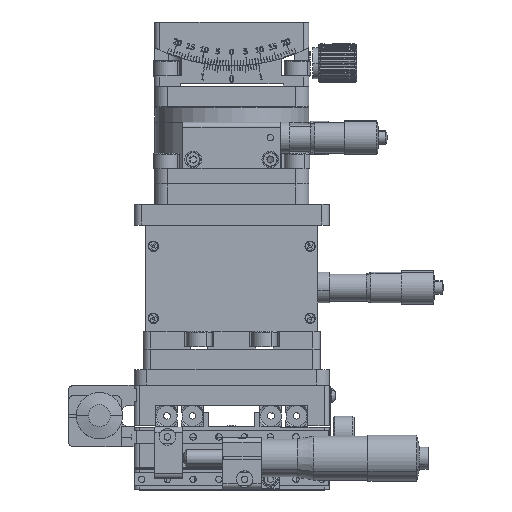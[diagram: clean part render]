
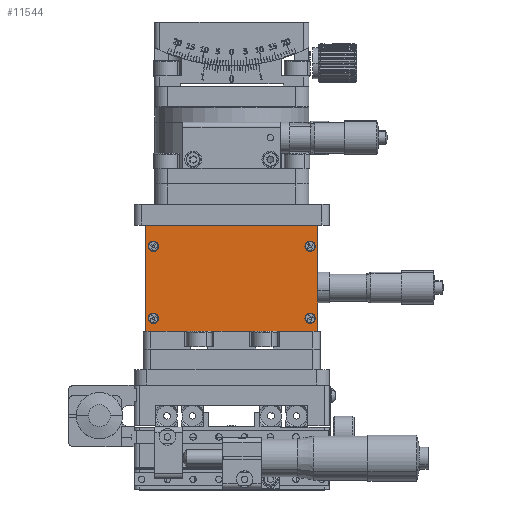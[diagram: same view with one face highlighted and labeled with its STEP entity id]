
A CAD part, top view. The second image highlights one B-rep face of the part: STEP entity #11544.
In plain terms, the highlighted planar face has unit normal (0, 0, 1).
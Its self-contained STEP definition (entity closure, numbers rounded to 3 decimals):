
#1184 = VERTEX_POINT ( 'NONE', #43705 ) ;
#1332 = EDGE_LOOP ( 'NONE', ( #6803, #34253 ) ) ;
#1528 = EDGE_CURVE ( 'NONE', #61627, #36940, #10895, .T. ) ;
#1627 = CARTESIAN_POINT ( 'NONE',  ( 30.5, 58.2, 29.5 ) ) ;
#3352 = DIRECTION ( 'NONE',  ( 0., 0., 1. ) ) ;
#3746 = EDGE_CURVE ( 'NONE', #41427, #39671, #42259, .T. ) ;
#4065 = CARTESIAN_POINT ( 'NONE',  ( 30.5, 56.2, 29.5 ) ) ;
#6478 = CIRCLE ( 'NONE', #54257, 2. ) ;
#6803 = ORIENTED_EDGE ( 'NONE', *, *, #27089, .F. ) ;
#6854 = EDGE_LOOP ( 'NONE', ( #26739, #60317 ) ) ;
#7164 = VECTOR ( 'NONE', #12282, 1000. ) ;
#8050 = AXIS2_PLACEMENT_3D ( 'NONE', #30760, #47211, #40880 ) ;
#8820 = AXIS2_PLACEMENT_3D ( 'NONE', #60210, #3352, #31051 ) ;
#10334 = CARTESIAN_POINT ( 'NONE',  ( 30.5, 60.2, 29.5 ) ) ;
#10812 = ORIENTED_EDGE ( 'NONE', *, *, #27616, .F. ) ;
#10895 = CIRCLE ( 'NONE', #16904, 2. ) ;
#11532 = LINE ( 'NONE', #30227, #7164 ) ;
#11544 = ADVANCED_FACE ( 'NONE', ( #39905, #51110, #56347, #55236, #39534 ), #21609, .T. ) ;
#12103 = DIRECTION ( 'NONE',  ( 0., -1., 0. ) ) ;
#12282 = DIRECTION ( 'NONE',  ( 0., 1., 0. ) ) ;
#13689 = ORIENTED_EDGE ( 'NONE', *, *, #54487, .F. ) ;
#13830 = DIRECTION ( 'NONE',  ( 0., -1., 0. ) ) ;
#14254 = CARTESIAN_POINT ( 'NONE',  ( -30.5, 60.2, 29.5 ) ) ;
#15379 = VERTEX_POINT ( 'NONE', #23969 ) ;
#16710 = DIRECTION ( 'NONE',  ( -1., 0., 0. ) ) ;
#16904 = AXIS2_PLACEMENT_3D ( 'NONE', #37638, #21181, #55546 ) ;
#17328 = DIRECTION ( 'NONE',  ( 0., 0., 1. ) ) ;
#18309 = LINE ( 'NONE', #63912, #45258 ) ;
#19970 = CARTESIAN_POINT ( 'NONE',  ( 30.5, 88.2, 29.5 ) ) ;
#20426 = ORIENTED_EDGE ( 'NONE', *, *, #35121, .T. ) ;
#20863 = VECTOR ( 'NONE', #16710, 1000. ) ;
#21181 = DIRECTION ( 'NONE',  ( 0., 0., 1. ) ) ;
#21609 = PLANE ( 'NONE',  #23170 ) ;
#21671 = ORIENTED_EDGE ( 'NONE', *, *, #42272, .T. ) ;
#22414 = DIRECTION ( 'NONE',  ( 0., 0., 1. ) ) ;
#23170 = AXIS2_PLACEMENT_3D ( 'NONE', #67950, #44403, #33185 ) ;
#23502 = CIRCLE ( 'NONE', #30653, 2. ) ;
#23969 = CARTESIAN_POINT ( 'NONE',  ( 33.5, 94.2, 29.5 ) ) ;
#24139 = EDGE_LOOP ( 'NONE', ( #67573, #21671, #20426, #43339 ) ) ;
#26040 = AXIS2_PLACEMENT_3D ( 'NONE', #1627, #40525, #12103 ) ;
#26739 = ORIENTED_EDGE ( 'NONE', *, *, #1528, .F. ) ;
#26782 = CARTESIAN_POINT ( 'NONE',  ( -30.5, 88.2, 29.5 ) ) ;
#27089 = EDGE_CURVE ( 'NONE', #46871, #57310, #23502, .T. ) ;
#27595 = VERTEX_POINT ( 'NONE', #61829 ) ;
#27616 = EDGE_CURVE ( 'NONE', #38901, #1184, #29571, .T. ) ;
#27776 = VERTEX_POINT ( 'NONE', #54641 ) ;
#28748 = DIRECTION ( 'NONE',  ( 0., -1., 0. ) ) ;
#29571 = CIRCLE ( 'NONE', #8050, 2. ) ;
#30227 = CARTESIAN_POINT ( 'NONE',  ( 33.5, 94.2, 29.5 ) ) ;
#30653 = AXIS2_PLACEMENT_3D ( 'NONE', #49587, #72393, #13830 ) ;
#30760 = CARTESIAN_POINT ( 'NONE',  ( -30.5, 86.2, 29.5 ) ) ;
#31051 = DIRECTION ( 'NONE',  ( 0., -1., 0. ) ) ;
#31221 = DIRECTION ( 'NONE',  ( 0., -1., 0. ) ) ;
#31691 = EDGE_CURVE ( 'NONE', #57310, #46871, #73743, .T. ) ;
#33073 = AXIS2_PLACEMENT_3D ( 'NONE', #51816, #45476, #68286 ) ;
#33185 = DIRECTION ( 'NONE',  ( 0., -1., 0. ) ) ;
#34253 = ORIENTED_EDGE ( 'NONE', *, *, #31691, .F. ) ;
#35121 = EDGE_CURVE ( 'NONE', #27595, #15379, #11532, .T. ) ;
#36090 = ORIENTED_EDGE ( 'NONE', *, *, #3746, .F. ) ;
#36940 = VERTEX_POINT ( 'NONE', #14254 ) ;
#37638 = CARTESIAN_POINT ( 'NONE',  ( -30.5, 58.2, 29.5 ) ) ;
#38901 = VERTEX_POINT ( 'NONE', #26782 ) ;
#39534 = FACE_OUTER_BOUND ( 'NONE', #24139, .T. ) ;
#39671 = VERTEX_POINT ( 'NONE', #59015 ) ;
#39905 = FACE_BOUND ( 'NONE', #47403, .T. ) ;
#40525 = DIRECTION ( 'NONE',  ( 0., 0., 1. ) ) ;
#40880 = DIRECTION ( 'NONE',  ( 0., -1., 0. ) ) ;
#41427 = VERTEX_POINT ( 'NONE', #19970 ) ;
#42259 = CIRCLE ( 'NONE', #8820, 2. ) ;
#42272 = EDGE_CURVE ( 'NONE', #46144, #27595, #18309, .T. ) ;
#43339 = ORIENTED_EDGE ( 'NONE', *, *, #67578, .T. ) ;
#43705 = CARTESIAN_POINT ( 'NONE',  ( -30.5, 84.2, 29.5 ) ) ;
#44403 = DIRECTION ( 'NONE',  ( 0., 0., 1. ) ) ;
#45258 = VECTOR ( 'NONE', #58663, 1000. ) ;
#45321 = CARTESIAN_POINT ( 'NONE',  ( -30.5, 56.2, 29.5 ) ) ;
#45476 = DIRECTION ( 'NONE',  ( 0., 0., 1. ) ) ;
#45480 = CARTESIAN_POINT ( 'NONE',  ( -33.5, 94.2, 29.5 ) ) ;
#46144 = VERTEX_POINT ( 'NONE', #61821 ) ;
#46871 = VERTEX_POINT ( 'NONE', #4065 ) ;
#47211 = DIRECTION ( 'NONE',  ( 0., 0., 1. ) ) ;
#47403 = EDGE_LOOP ( 'NONE', ( #48425, #10812 ) ) ;
#47674 = LINE ( 'NONE', #48414, #55483 ) ;
#48414 = CARTESIAN_POINT ( 'NONE',  ( -33.5, 94.2, 29.5 ) ) ;
#48425 = ORIENTED_EDGE ( 'NONE', *, *, #57307, .F. ) ;
#49587 = CARTESIAN_POINT ( 'NONE',  ( 30.5, 58.2, 29.5 ) ) ;
#49634 = CIRCLE ( 'NONE', #59201, 2. ) ;
#51110 = FACE_BOUND ( 'NONE', #6854, .T. ) ;
#51816 = CARTESIAN_POINT ( 'NONE',  ( -30.5, 86.2, 29.5 ) ) ;
#53352 = EDGE_CURVE ( 'NONE', #27776, #46144, #47674, .T. ) ;
#53761 = EDGE_LOOP ( 'NONE', ( #13689, #36090 ) ) ;
#54257 = AXIS2_PLACEMENT_3D ( 'NONE', #56413, #22414, #28748 ) ;
#54487 = EDGE_CURVE ( 'NONE', #39671, #41427, #49634, .T. ) ;
#54641 = CARTESIAN_POINT ( 'NONE',  ( -33.5, 94.2, 29.5 ) ) ;
#55236 = FACE_BOUND ( 'NONE', #53761, .T. ) ;
#55483 = VECTOR ( 'NONE', #31221, 1000. ) ;
#55546 = DIRECTION ( 'NONE',  ( 0., -1., 0. ) ) ;
#56347 = FACE_BOUND ( 'NONE', #1332, .T. ) ;
#56413 = CARTESIAN_POINT ( 'NONE',  ( -30.5, 58.2, 29.5 ) ) ;
#56686 = LINE ( 'NONE', #45480, #20863 ) ;
#57307 = EDGE_CURVE ( 'NONE', #1184, #38901, #68890, .T. ) ;
#57310 = VERTEX_POINT ( 'NONE', #10334 ) ;
#58663 = DIRECTION ( 'NONE',  ( 1., 0., 0. ) ) ;
#59015 = CARTESIAN_POINT ( 'NONE',  ( 30.5, 84.2, 29.5 ) ) ;
#59201 = AXIS2_PLACEMENT_3D ( 'NONE', #68541, #17328, #62929 ) ;
#60210 = CARTESIAN_POINT ( 'NONE',  ( 30.5, 86.2, 29.5 ) ) ;
#60317 = ORIENTED_EDGE ( 'NONE', *, *, #67183, .F. ) ;
#61627 = VERTEX_POINT ( 'NONE', #45321 ) ;
#61821 = CARTESIAN_POINT ( 'NONE',  ( -33.5, 53.2, 29.5 ) ) ;
#61829 = CARTESIAN_POINT ( 'NONE',  ( 33.5, 53.2, 29.5 ) ) ;
#62929 = DIRECTION ( 'NONE',  ( 0., -1., 0. ) ) ;
#63912 = CARTESIAN_POINT ( 'NONE',  ( -33.5, 53.2, 29.5 ) ) ;
#67183 = EDGE_CURVE ( 'NONE', #36940, #61627, #6478, .T. ) ;
#67573 = ORIENTED_EDGE ( 'NONE', *, *, #53352, .T. ) ;
#67578 = EDGE_CURVE ( 'NONE', #15379, #27776, #56686, .T. ) ;
#67950 = CARTESIAN_POINT ( 'NONE',  ( -33.5, 53.2, 29.5 ) ) ;
#68286 = DIRECTION ( 'NONE',  ( 0., -1., 0. ) ) ;
#68541 = CARTESIAN_POINT ( 'NONE',  ( 30.5, 86.2, 29.5 ) ) ;
#68890 = CIRCLE ( 'NONE', #33073, 2. ) ;
#72393 = DIRECTION ( 'NONE',  ( 0., 0., 1. ) ) ;
#73743 = CIRCLE ( 'NONE', #26040, 2. ) ;
